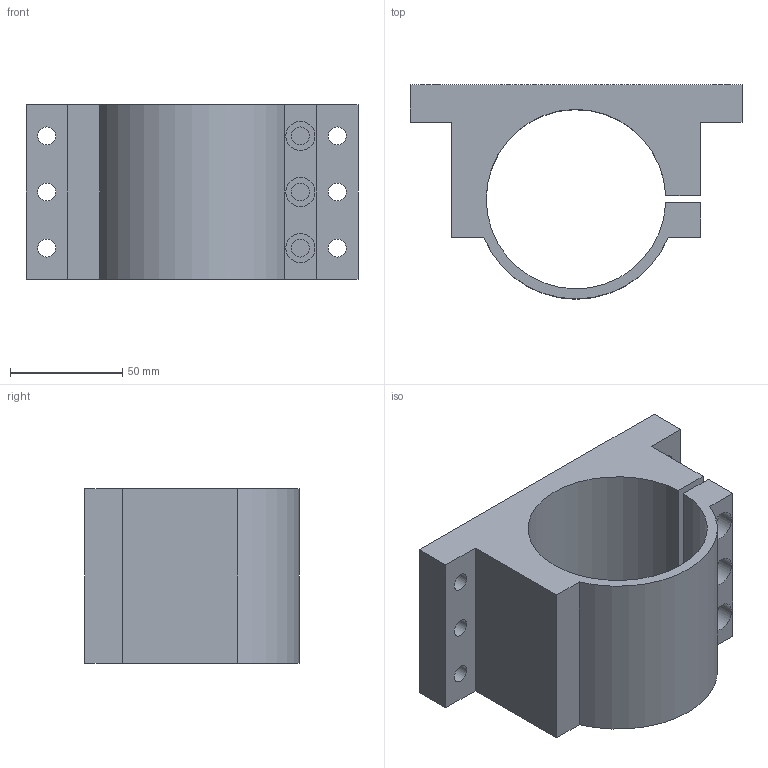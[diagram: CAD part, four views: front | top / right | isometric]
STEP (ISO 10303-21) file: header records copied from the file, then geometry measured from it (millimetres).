
FILE_DESCRIPTION(/* description */ ('','CAx-IF Rec.Pracs.---Representation and Presentation of Product Manufacturing Information (PMI)---4.0---2014-10-13'),/* implementation_level */ '2;1');
FILE_NAME(/* name */ 'Spindle Mount v1.step',/* time_stamp */ '2025-01-07T00:32:23+05:30',/* author */ (''),/* organization */ (''),/* preprocessor_version */ 'ST-DEVELOPER v20',/* originating_system */ 'Autodesk Translation Framework v13.20.0.188',/* authorisation */ '');
FILE_SCHEMA (('AP242_MANAGED_MODEL_BASED_3D_ENGINEERING_MIM_LF { 1 0 10303 442 1 1 4 }'));
Length unit declared in the file: millimetre
Products named in the file (1): Spindle Mount
Bounding box: 148 x 95.5 x 78 mm (x, y, z)
Volume: 356679.1 mm3; surface area: 70796.4 mm2
Topology: 1 solids, 1 shells, 37 faces, 87 edges, 58 vertices
Faces by surface type: plane 20, cylinder 17
Full cylindrical faces by diameter (mm): 8 x12, 13 x3
Entity records: 1151 total; most frequent: DIRECTION 197, CARTESIAN_POINT 183, ORIENTED_EDGE 174, EDGE_CURVE 87, AXIS2_PLACEMENT_3D 72, EDGE_LOOP 61, VERTEX_POINT 58, LINE 53
